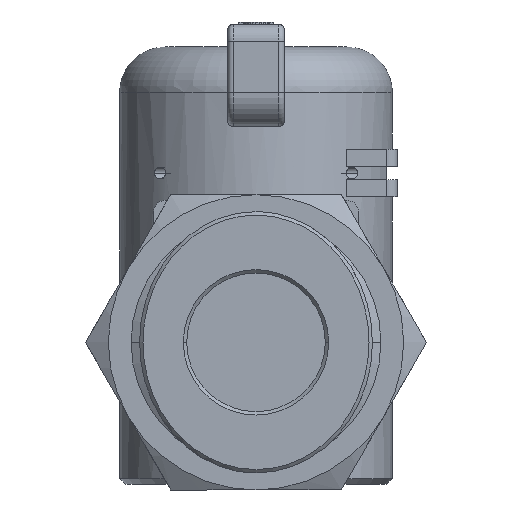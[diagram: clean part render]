
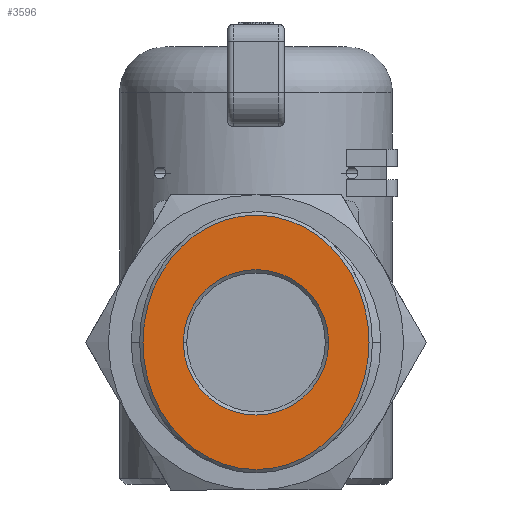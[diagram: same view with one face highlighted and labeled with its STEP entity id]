
A CAD part, front view. The second image highlights one B-rep face of the part: STEP entity #3596.
In plain terms, the highlighted planar face has unit normal (0, -1, 0).
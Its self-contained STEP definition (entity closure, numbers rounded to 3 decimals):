
#2613=CARTESIAN_POINT('',(6.4,-46.6,-7.6));
#2614=VERTEX_POINT('',#2613);
#2623=CARTESIAN_POINT('',(-6.4,-46.6,-7.6));
#2624=VERTEX_POINT('',#2623);
#2625=CARTESIAN_POINT('',(0.0,-46.6,-7.6));
#2626=DIRECTION('',(0.0,-1.0,0.0));
#2627=DIRECTION('',(1.0,0.0,0.0));
#2628=AXIS2_PLACEMENT_3D('',#2625,#2626,#2627);
#2629=CIRCLE('',#2628,6.4);
#2630=EDGE_CURVE('',#2614,#2624,#2629,.T.);
#3484=CARTESIAN_POINT('',(0.,-46.6,-18.8));
#3485=VERTEX_POINT('',#3484);
#3491=CARTESIAN_POINT('',(0.,-46.6,-18.8));
#3492=CARTESIAN_POINT('',(-0.523,-46.6,-18.8));
#3493=CARTESIAN_POINT('',(-1.046,-46.6,-18.753));
#3494=CARTESIAN_POINT('',(-2.08,-46.6,-18.568));
#3495=CARTESIAN_POINT('',(-2.591,-46.6,-18.43));
#3496=CARTESIAN_POINT('',(-3.59,-46.6,-18.062));
#3497=CARTESIAN_POINT('',(-4.078,-46.6,-17.833));
#3498=CARTESIAN_POINT('',(-5.019,-46.6,-17.289));
#3499=CARTESIAN_POINT('',(-5.472,-46.6,-16.973));
#3500=CARTESIAN_POINT('',(-6.331,-46.6,-16.26));
#3501=CARTESIAN_POINT('',(-6.738,-46.6,-15.863));
#3502=CARTESIAN_POINT('',(-7.492,-46.6,-14.995));
#3503=CARTESIAN_POINT('',(-7.839,-46.6,-14.524));
#3504=CARTESIAN_POINT('',(-8.464,-46.6,-13.52));
#3505=CARTESIAN_POINT('',(-8.741,-46.6,-12.986));
#3506=CARTESIAN_POINT('',(-9.215,-46.6,-11.87));
#3507=CARTESIAN_POINT('',(-9.411,-46.6,-11.287));
#3508=CARTESIAN_POINT('',(-9.717,-46.6,-10.089));
#3509=CARTESIAN_POINT('',(-9.825,-46.6,-9.474));
#3510=CARTESIAN_POINT('',(-9.95,-46.6,-8.229));
#3511=CARTESIAN_POINT('',(-9.966,-46.6,-7.6));
#3512=CARTESIAN_POINT('',(-9.903,-46.6,-6.347));
#3513=CARTESIAN_POINT('',(-9.825,-46.6,-5.724));
#3514=CARTESIAN_POINT('',(-9.578,-46.6,-4.502));
#3515=CARTESIAN_POINT('',(-9.409,-46.6,-3.903));
#3516=CARTESIAN_POINT('',(-8.985,-46.6,-2.75));
#3517=CARTESIAN_POINT('',(-8.732,-46.6,-2.194));
#3518=CARTESIAN_POINT('',(-8.148,-46.6,-1.143));
#3519=CARTESIAN_POINT('',(-7.819,-46.6,-0.647));
#3520=CARTESIAN_POINT('',(-7.096,-46.6,0.274));
#3521=CARTESIAN_POINT('',(-6.703,-46.6,0.699));
#3522=CARTESIAN_POINT('',(-5.865,-46.6,1.467));
#3523=CARTESIAN_POINT('',(-5.421,-46.6,1.811));
#3524=CARTESIAN_POINT('',(-4.493,-46.6,2.411));
#3525=CARTESIAN_POINT('',(-4.011,-46.6,2.667));
#3526=CARTESIAN_POINT('',(-3.019,-46.6,3.088));
#3527=CARTESIAN_POINT('',(-2.511,-46.6,3.254));
#3528=CARTESIAN_POINT('',(-1.48,-46.6,3.491));
#3529=CARTESIAN_POINT('',(-0.958,-46.6,3.564));
#3530=CARTESIAN_POINT('',(0.088,-46.6,3.615));
#3531=CARTESIAN_POINT('',(0.612,-46.6,3.594));
#3532=CARTESIAN_POINT('',(1.652,-46.6,3.46));
#3533=CARTESIAN_POINT('',(2.167,-46.6,3.347));
#3534=CARTESIAN_POINT('',(3.178,-46.6,3.03));
#3535=CARTESIAN_POINT('',(3.674,-46.6,2.825));
#3536=CARTESIAN_POINT('',(4.633,-46.6,2.329));
#3537=CARTESIAN_POINT('',(5.097,-46.6,2.037));
#3538=CARTESIAN_POINT('',(5.982,-46.6,1.37));
#3539=CARTESIAN_POINT('',(6.402,-46.6,0.994));
#3540=CARTESIAN_POINT('',(7.188,-46.6,0.168));
#3541=CARTESIAN_POINT('',(7.552,-46.6,-0.284));
#3542=CARTESIAN_POINT('',(8.215,-46.6,-1.252));
#3543=CARTESIAN_POINT('',(8.513,-46.6,-1.77));
#3544=CARTESIAN_POINT('',(9.031,-46.6,-2.858));
#3545=CARTESIAN_POINT('',(9.25,-46.6,-3.429));
#3546=CARTESIAN_POINT('',(9.604,-46.6,-4.608));
#3547=CARTESIAN_POINT('',(9.738,-46.6,-5.216));
#3548=CARTESIAN_POINT('',(9.913,-46.6,-6.451));
#3549=CARTESIAN_POINT('',(9.955,-46.6,-7.078));
#3550=CARTESIAN_POINT('',(9.944,-46.6,-8.333));
#3551=CARTESIAN_POINT('',(9.892,-46.6,-8.96));
#3552=CARTESIAN_POINT('',(9.695,-46.6,-10.194));
#3553=CARTESIAN_POINT('',(9.551,-46.6,-10.801));
#3554=CARTESIAN_POINT('',(9.175,-46.6,-11.977));
#3555=CARTESIAN_POINT('',(8.944,-46.6,-12.546));
#3556=CARTESIAN_POINT('',(8.403,-46.6,-13.629));
#3557=CARTESIAN_POINT('',(8.093,-46.6,-14.143));
#3558=CARTESIAN_POINT('',(7.407,-46.6,-15.103));
#3559=CARTESIAN_POINT('',(7.03,-46.6,-15.549));
#3560=CARTESIAN_POINT('',(6.222,-46.6,-16.361));
#3561=CARTESIAN_POINT('',(5.79,-46.6,-16.728));
#3562=CARTESIAN_POINT('',(4.885,-46.6,-17.375));
#3563=CARTESIAN_POINT('',(4.412,-46.6,-17.656));
#3564=CARTESIAN_POINT('',(3.435,-46.6,-18.128));
#3565=CARTESIAN_POINT('',(2.933,-46.6,-18.319));
#3566=CARTESIAN_POINT('',(2.025,-46.6,-18.575));
#3567=CARTESIAN_POINT('',(1.624,-46.6,-18.659));
#3568=CARTESIAN_POINT('',(0.815,-46.6,-18.772));
#3569=CARTESIAN_POINT('',(0.407,-46.6,-18.8));
#3570=CARTESIAN_POINT('',(0.,-46.6,-18.8));
#3571=B_SPLINE_CURVE_WITH_KNOTS('',3,(#3491,#3492,#3493,#3494,#3495,#3496,#3497,#3498,#3499,#3500,#3501,#3502,#3503,#3504,#3505,#3506,#3507,#3508,#3509,#3510,#3511,#3512,#3513,#3514,#3515,#3516,#3517,#3518,#3519,#3520,#3521,#3522,#3523,#3524,#3525,#3526,#3527,#3528,#3529,#3530,#3531,#3532,#3533,#3534,#3535,#3536,#3537,#3538,#3539,#3540,#3541,#3542,#3543,#3544,#3545,#3546,#3547,#3548,#3549,#3550,#3551,#3552,#3553,#3554,#3555,#3556,#3557,#3558,#3559,#3560,#3561,#3562,#3563,#3564,#3565,#3566,#3567,#3568,#3569,#3570),.UNSPECIFIED.,.T.,.U.,(4,2,2,2,2,2,2,2,2,2,2,2,2,2,2,2,2,2,2,2,2,2,2,2,2,2,2,2,2,2,2,2,2,2,2,2,2,2,2,4),(0.0,0.158,0.317,0.476,0.636,0.798,0.961,1.126,1.292,1.459,1.627,1.794,1.961,2.128,2.293,2.457,2.619,2.78,2.939,3.098,3.256,3.414,3.573,3.733,3.895,4.058,4.222,4.388,4.554,4.722,4.889,5.057,5.223,5.389,5.553,5.716,5.877,6.037,6.16,6.283),.UNSPECIFIED.);
#3572=EDGE_CURVE('',#3485,#3485,#3571,.T.);
#3578=CARTESIAN_POINT('',(0.0,-46.6,-19.1));
#3579=DIRECTION('',(0.0,-1.0,0.0));
#3580=DIRECTION('',(1.0,0.0,0.0));
#3581=AXIS2_PLACEMENT_3D('',#3578,#3579,#3580);
#3582=PLANE('',#3581);
#3583=ORIENTED_EDGE('',*,*,#3572,.F.);
#3584=EDGE_LOOP('',(#3583));
#3585=FACE_OUTER_BOUND('',#3584,.T.);
#3586=CARTESIAN_POINT('',(0.0,-46.6,-7.6));
#3587=DIRECTION('',(0.0,-1.0,0.0));
#3588=DIRECTION('',(1.0,0.0,0.0));
#3589=AXIS2_PLACEMENT_3D('',#3586,#3587,#3588);
#3590=CIRCLE('',#3589,6.4);
#3591=EDGE_CURVE('',#2624,#2614,#3590,.T.);
#3592=ORIENTED_EDGE('',*,*,#3591,.F.);
#3593=ORIENTED_EDGE('',*,*,#2630,.F.);
#3594=EDGE_LOOP('',(#3592,#3593));
#3595=FACE_BOUND('',#3594,.T.);
#3596=ADVANCED_FACE('',(#3585,#3595),#3582,.T.);
